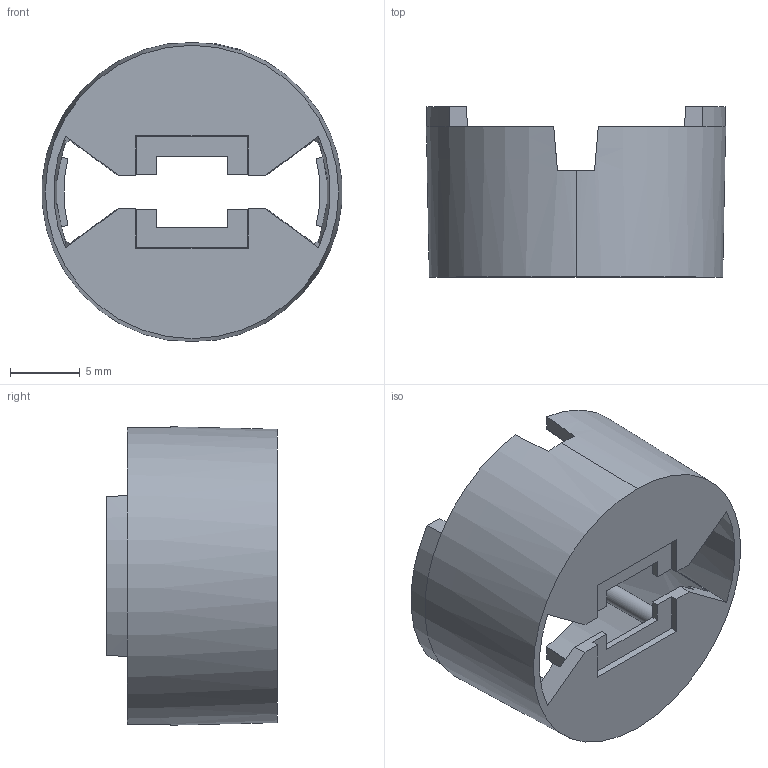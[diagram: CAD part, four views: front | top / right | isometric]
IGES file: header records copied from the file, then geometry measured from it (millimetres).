
Start section:  PTC IGES file: 10615-10616_iss2_180609.igs
Global section: file name: 10615-10616_iss2_180609.igs; native system: Pro/ENGINEER by Parametric Technology Corporation; preprocessor: 2008230; author: DenningtonA; organization: Unknown; date: 20090618.112900; units: millimetre
Bounding box: 21.44 x 12.2 x 21.36 mm (x, y, z)
Surface area: 2004.3 mm2 (no closed solid volume)
Topology: 0 solids, 0 shells, 103 faces, 564 edges, 564 vertices
Faces by surface type: bspline 59, revolution 44
